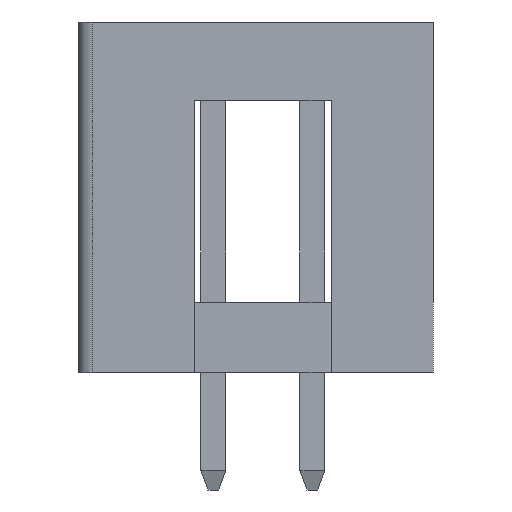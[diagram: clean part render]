
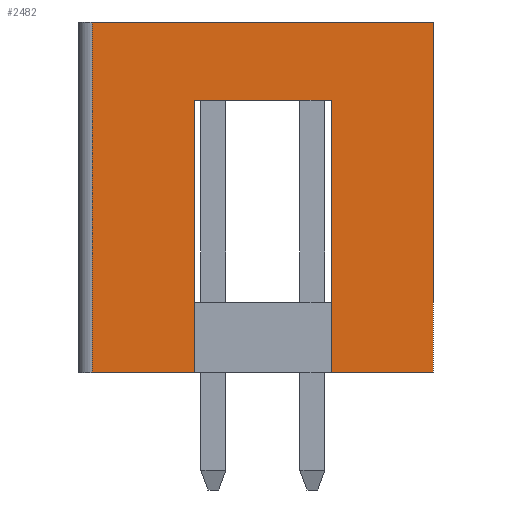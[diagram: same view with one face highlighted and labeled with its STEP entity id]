
A CAD part, left-side view. The second image highlights one B-rep face of the part: STEP entity #2482.
In plain terms, the highlighted planar face has unit normal (-1, 0, 0).
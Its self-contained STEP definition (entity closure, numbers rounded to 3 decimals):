
#192 = CARTESIAN_POINT ( 'NONE',  ( -12.69, -1.75, -3.59 ) ) ;
#271 = LINE ( 'NONE', #2900, #7424 ) ;
#536 = DIRECTION ( 'NONE',  ( 0., 1., 0. ) ) ;
#545 = EDGE_CURVE ( 'NONE', #6526, #1362, #6468, .T. ) ;
#597 = ORIENTED_EDGE ( 'NONE', *, *, #8136, .T. ) ;
#622 = EDGE_LOOP ( 'NONE', ( #1851, #8256, #597, #5932, #5935, #7298, #6858, #5420 ) ) ;
#635 = VECTOR ( 'NONE', #6084, 1000. ) ;
#679 = CARTESIAN_POINT ( 'NONE',  ( -12.69, -4.375, 1.8 ) ) ;
#808 = CARTESIAN_POINT ( 'NONE',  ( -12.69, -4.375, 1.8 ) ) ;
#848 = DIRECTION ( 'NONE',  ( 0., 0., -1. ) ) ;
#912 = AXIS2_PLACEMENT_3D ( 'NONE', #679, #7674, #2702 ) ;
#941 = EDGE_CURVE ( 'NONE', #4690, #2783, #5136, .T. ) ;
#1088 = DIRECTION ( 'NONE',  ( 0., 0., -1. ) ) ;
#1181 = VECTOR ( 'NONE', #6355, 1000. ) ;
#1297 = VECTOR ( 'NONE', #536, 1000. ) ;
#1362 = VERTEX_POINT ( 'NONE', #6668 ) ;
#1496 = DIRECTION ( 'NONE',  ( 0., -1., 0. ) ) ;
#1675 = CARTESIAN_POINT ( 'NONE',  ( -12.69, 4.375, 1.8 ) ) ;
#1851 = ORIENTED_EDGE ( 'NONE', *, *, #6784, .F. ) ;
#2281 = DIRECTION ( 'NONE',  ( 0., -1., 0. ) ) ;
#2482 = ADVANCED_FACE ( 'NONE', ( #4114 ), #7710, .F. ) ;
#2640 = EDGE_CURVE ( 'NONE', #6820, #2923, #6750, .T. ) ;
#2698 = CARTESIAN_POINT ( 'NONE',  ( -12.69, -4.375, 0. ) ) ;
#2702 = DIRECTION ( 'NONE',  ( 0., 0., -1. ) ) ;
#2751 = EDGE_CURVE ( 'NONE', #2783, #6820, #2859, .T. ) ;
#2783 = VERTEX_POINT ( 'NONE', #8575 ) ;
#2859 = LINE ( 'NONE', #4365, #5761 ) ;
#2900 = CARTESIAN_POINT ( 'NONE',  ( -12.69, -4.375, 0. ) ) ;
#2923 = VERTEX_POINT ( 'NONE', #5352 ) ;
#3304 = CARTESIAN_POINT ( 'NONE',  ( -12.69, 1.75, 0. ) ) ;
#3964 = VECTOR ( 'NONE', #8588, 1000. ) ;
#4036 = EDGE_CURVE ( 'NONE', #5209, #7882, #7102, .T. ) ;
#4112 = LINE ( 'NONE', #6991, #1297 ) ;
#4114 = FACE_OUTER_BOUND ( 'NONE', #622, .T. ) ;
#4365 = CARTESIAN_POINT ( 'NONE',  ( -12.69, -4.375, 0. ) ) ;
#4394 = EDGE_CURVE ( 'NONE', #5209, #4690, #9015, .T. ) ;
#4690 = VERTEX_POINT ( 'NONE', #7774 ) ;
#5100 = CARTESIAN_POINT ( 'NONE',  ( -12.69, -4.375, 9. ) ) ;
#5136 = LINE ( 'NONE', #1675, #7824 ) ;
#5209 = VERTEX_POINT ( 'NONE', #5100 ) ;
#5352 = CARTESIAN_POINT ( 'NONE',  ( -12.69, 1.75, 7. ) ) ;
#5420 = ORIENTED_EDGE ( 'NONE', *, *, #2640, .T. ) ;
#5761 = VECTOR ( 'NONE', #1496, 1000. ) ;
#5932 = ORIENTED_EDGE ( 'NONE', *, *, #4036, .F. ) ;
#5935 = ORIENTED_EDGE ( 'NONE', *, *, #4394, .T. ) ;
#6084 = DIRECTION ( 'NONE',  ( 0., 0., 1. ) ) ;
#6177 = CARTESIAN_POINT ( 'NONE',  ( -12.69, 4.375, 9. ) ) ;
#6217 = CARTESIAN_POINT ( 'NONE',  ( -12.69, -1.75, 0. ) ) ;
#6355 = DIRECTION ( 'NONE',  ( 0., 1., 0. ) ) ;
#6468 = LINE ( 'NONE', #192, #3964 ) ;
#6526 = VERTEX_POINT ( 'NONE', #6217 ) ;
#6668 = CARTESIAN_POINT ( 'NONE',  ( -12.69, -1.75, 7. ) ) ;
#6750 = LINE ( 'NONE', #8180, #635 ) ;
#6784 = EDGE_CURVE ( 'NONE', #1362, #2923, #4112, .T. ) ;
#6820 = VERTEX_POINT ( 'NONE', #3304 ) ;
#6858 = ORIENTED_EDGE ( 'NONE', *, *, #2751, .T. ) ;
#6991 = CARTESIAN_POINT ( 'NONE',  ( -12.69, 1.75, 7. ) ) ;
#7102 = LINE ( 'NONE', #808, #8067 ) ;
#7298 = ORIENTED_EDGE ( 'NONE', *, *, #941, .T. ) ;
#7424 = VECTOR ( 'NONE', #2281, 1000. ) ;
#7674 = DIRECTION ( 'NONE',  ( 1., 0., 0. ) ) ;
#7710 = PLANE ( 'NONE',  #912 ) ;
#7774 = CARTESIAN_POINT ( 'NONE',  ( -12.69, 4.375, 9. ) ) ;
#7824 = VECTOR ( 'NONE', #1088, 1000. ) ;
#7882 = VERTEX_POINT ( 'NONE', #2698 ) ;
#8067 = VECTOR ( 'NONE', #848, 1000. ) ;
#8136 = EDGE_CURVE ( 'NONE', #6526, #7882, #271, .T. ) ;
#8180 = CARTESIAN_POINT ( 'NONE',  ( -12.69, 1.75, -3.59 ) ) ;
#8256 = ORIENTED_EDGE ( 'NONE', *, *, #545, .F. ) ;
#8575 = CARTESIAN_POINT ( 'NONE',  ( -12.69, 4.375, 0. ) ) ;
#8588 = DIRECTION ( 'NONE',  ( 0., 0., 1. ) ) ;
#9015 = LINE ( 'NONE', #6177, #1181 ) ;
